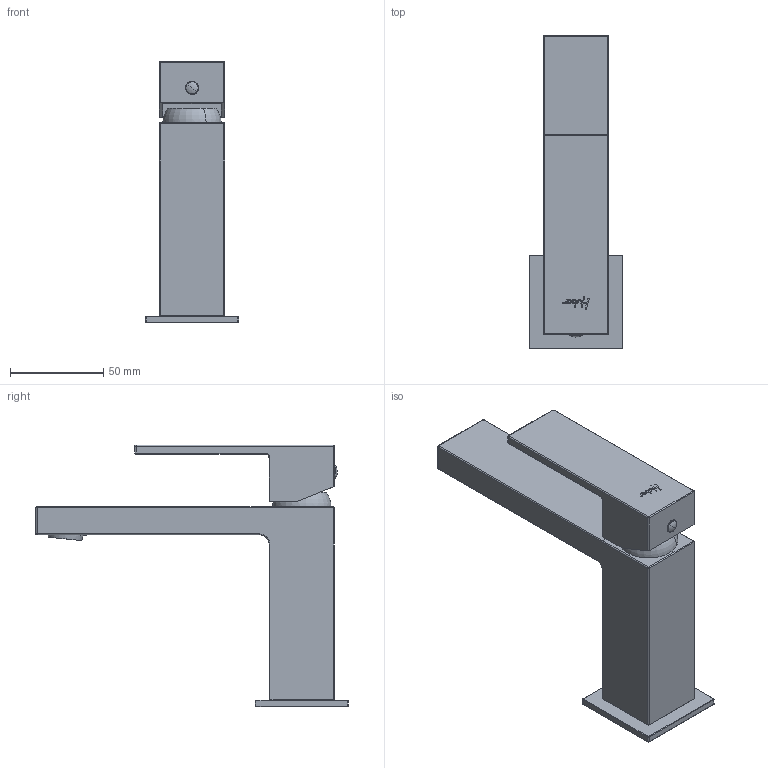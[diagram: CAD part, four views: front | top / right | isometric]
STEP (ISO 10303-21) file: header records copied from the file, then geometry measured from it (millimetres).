
FILE_DESCRIPTION(('CATIA V5 STEP Exchange','CAx-IF Rec.Pracs.--- Model Styling and Organization---1.5--- 2016-08-15','CAx-IF Rec.Pracs.---Supplemental Geometry---1.0---2011-11-01','CAx-IF Rec.Pracs.--- Composite Materials ---3.4---2017-06-13','CAx-IF Rec.Pracs.---Tessellated 3D Geometry---1.0---2015-12-17'),'2;1');
FILE_NAME('NE000514-render.stp','2021-03-08T14:31:14+00:00',('none'),('none'),'CATIA Version 5-6 Release 2020 SP2','CATIA V5 STEP AP242 v2','none');
FILE_SCHEMA(('AP242_MANAGED_MODEL_BASED_3D_ENGINEERING_MIM_LF {1 0 10303 442 1 1 4}'));
Length unit declared in the file: millimetre
Products named in the file (5): NE000514; corpo lavabo; maniglia standard; P97230; 155-000000_1
Assembly tree (4 placements, depth 2):
  NE000514
    corpo lavabo
    maniglia standard
    P97230
    155-000000_1
Bounding box: 50 x 167.5 x 140 mm (x, y, z)
Volume: 220937.4 mm3; surface area: 55634.2 mm2
Topology: 4 solids, 4 shells, 244 faces, 585 edges, 364 vertices
Faces by surface type: plane 101, cylinder 97, torus 28, cone 10, sphere 6, revolution 2
Entity records: 6944 total; most frequent: CARTESIAN_POINT 1335, ORIENTED_EDGE 1162, DIRECTION 1005, EDGE_CURVE 581, AXIS2_PLACEMENT_3D 473, VERTEX_POINT 364, VECTOR 311, LINE 311
